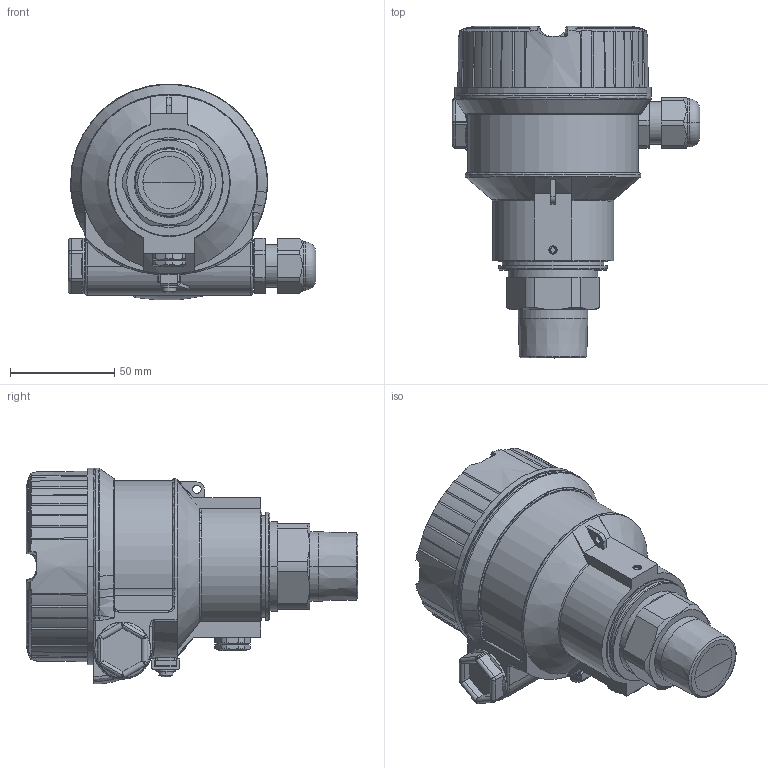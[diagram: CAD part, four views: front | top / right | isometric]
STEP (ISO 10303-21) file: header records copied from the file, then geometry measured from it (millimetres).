
FILE_DESCRIPTION((''),'2;1');
FILE_NAME('CAD2134','2015-06-19T',('Creinig-se'),(''),'PRO/ENGINEER BY PARAMETRIC TECHNOLOGY CORPORATION, 2013050','PRO/ENGINEER BY PARAMETRIC TECHNOLOGY CORPORATION, 2013050','');
FILE_SCHEMA(('CONFIG_CONTROL_DESIGN'));
Length unit declared in the file: millimetre
Products named in the file (1): CAD2134
Bounding box: 118.6 x 158.9 x 103.41 mm (x, y, z)
Volume: 655558.5 mm3; surface area: 54940.2 mm2
Topology: 1 solids, 1 shells, 475 faces, 1304 edges, 848 vertices
Faces by surface type: plane 164, cylinder 157, cone 63, torus 47, bspline 42, sphere 2
Entity records: 25210 total; most frequent: CARTESIAN_POINT 9268, ORIENTED_EDGE 2600, DIRECTION 2184, EDGE_CURVE 1300, AXIS2_PLACEMENT_3D 872, VERTEX_POINT 848, FILL_AREA_STYLE_COLOUR 691, FILL_AREA_STYLE 691
